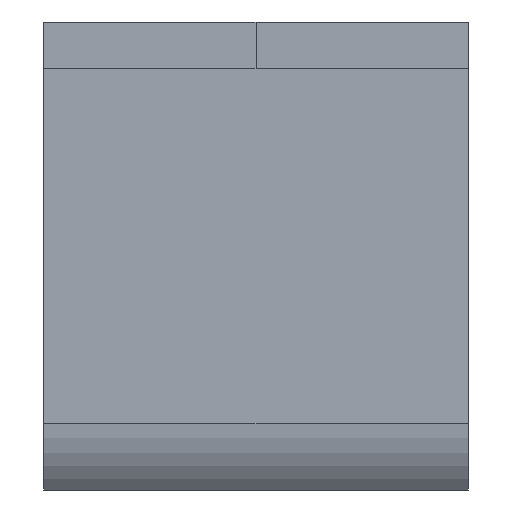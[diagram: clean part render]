
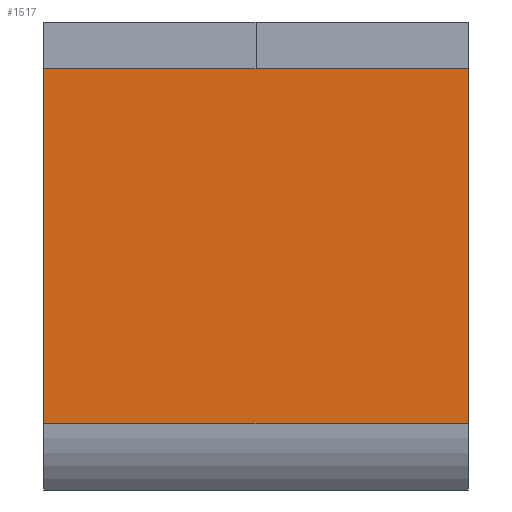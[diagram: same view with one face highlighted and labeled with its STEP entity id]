
A CAD part, front view. The second image highlights one B-rep face of the part: STEP entity #1517.
In plain terms, the highlighted planar face has unit normal (0, -1, 0).
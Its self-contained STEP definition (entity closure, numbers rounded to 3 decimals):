
#1112 = VERTEX_POINT('',#1113);
#1113 = CARTESIAN_POINT('',(21.59,-92.075,46.05));
#1218 = EDGE_CURVE('',#1112,#1219,#1221,.T.);
#1219 = VERTEX_POINT('',#1220);
#1220 = CARTESIAN_POINT('',(21.59,-92.075,9.906));
#1221 = LINE('',#1222,#1223);
#1222 = CARTESIAN_POINT('',(21.59,-92.075,50.8));
#1223 = VECTOR('',#1224,1.);
#1224 = DIRECTION('',(-0.,-0.,-1.));
#1262 = VERTEX_POINT('',#1263);
#1263 = CARTESIAN_POINT('',(-21.59,-92.075,9.906));
#1270 = EDGE_CURVE('',#1271,#1262,#1273,.T.);
#1271 = VERTEX_POINT('',#1272);
#1272 = CARTESIAN_POINT('',(-21.59,-92.075,46.05));
#1273 = LINE('',#1274,#1275);
#1274 = CARTESIAN_POINT('',(-21.59,-92.075,50.8));
#1275 = VECTOR('',#1276,1.);
#1276 = DIRECTION('',(-0.,-0.,-1.));
#1464 = EDGE_CURVE('',#1465,#1112,#1467,.T.);
#1465 = VERTEX_POINT('',#1466);
#1466 = CARTESIAN_POINT('',(0.,-92.075,46.05));
#1467 = LINE('',#1468,#1469);
#1468 = CARTESIAN_POINT('',(0.,-92.075,46.05));
#1469 = VECTOR('',#1470,1.);
#1470 = DIRECTION('',(1.,0.,0.));
#1506 = EDGE_CURVE('',#1262,#1219,#1507,.T.);
#1507 = LINE('',#1508,#1509);
#1508 = CARTESIAN_POINT('',(-50.8,-92.075,9.906));
#1509 = VECTOR('',#1510,1.);
#1510 = DIRECTION('',(1.,0.,0.));
#1517 = ADVANCED_FACE('',(#1518),#1530,.F.);
#1518 = FACE_BOUND('',#1519,.F.);
#1519 = EDGE_LOOP('',(#1520,#1521,#1522,#1528,#1529));
#1520 = ORIENTED_EDGE('',*,*,#1506,.F.);
#1521 = ORIENTED_EDGE('',*,*,#1270,.F.);
#1522 = ORIENTED_EDGE('',*,*,#1523,.F.);
#1523 = EDGE_CURVE('',#1465,#1271,#1524,.T.);
#1524 = LINE('',#1525,#1526);
#1525 = CARTESIAN_POINT('',(0.,-92.075,46.05));
#1526 = VECTOR('',#1527,1.);
#1527 = DIRECTION('',(-1.,-0.,-0.));
#1528 = ORIENTED_EDGE('',*,*,#1464,.T.);
#1529 = ORIENTED_EDGE('',*,*,#1218,.T.);
#1530 = PLANE('',#1531);
#1531 = AXIS2_PLACEMENT_3D('',#1532,#1533,#1534);
#1532 = CARTESIAN_POINT('',(-50.8,-92.075,0.));
#1533 = DIRECTION('',(0.,1.,0.));
#1534 = DIRECTION('',(1.,0.,0.));
